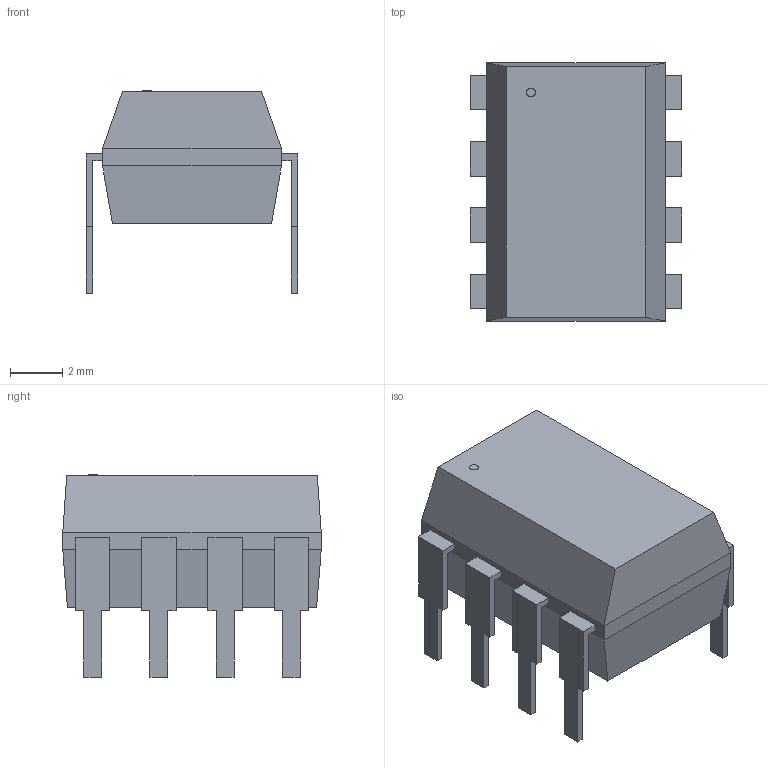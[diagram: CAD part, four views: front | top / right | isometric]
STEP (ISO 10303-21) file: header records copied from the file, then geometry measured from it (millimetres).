
FILE_DESCRIPTION(('STEP AP214'),'1');
FILE_NAME('PDIP8_9P91X6P86_ONS','2024-08-29T02:51:23',(''),(''),'','','');
FILE_SCHEMA(('AUTOMOTIVE_DESIGN'));
Length unit declared in the file: millimetre
Products named in the file (1): product
Bounding box: 8.13 x 9.91 x 7.75 mm (x, y, z)
Volume: 327.9 mm3; surface area: 400.4 mm2
Topology: 10 solids, 10 shells, 113 faces, 271 edges, 178 vertices
Faces by surface type: plane 112, cylinder 1
Full cylindrical faces by diameter (mm): 0.343 x1
Entity records: 3197 total; most frequent: ORIENTED_EDGE 540, DIRECTION 502, CARTESIAN_POINT 295, EDGE_CURVE 270, LINE 268, VECTOR 268, VERTEX_POINT 178, AXIS2_PLACEMENT_3D 117
